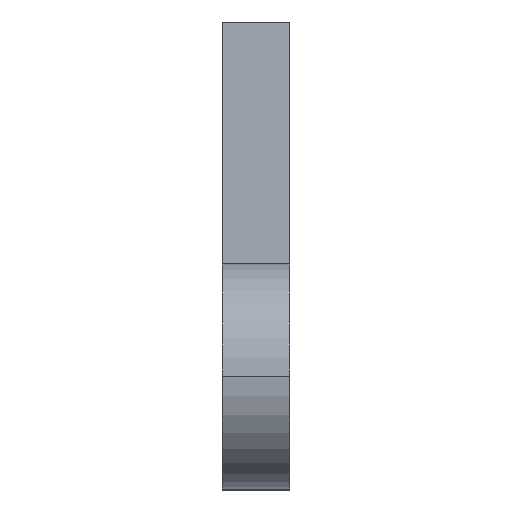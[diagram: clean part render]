
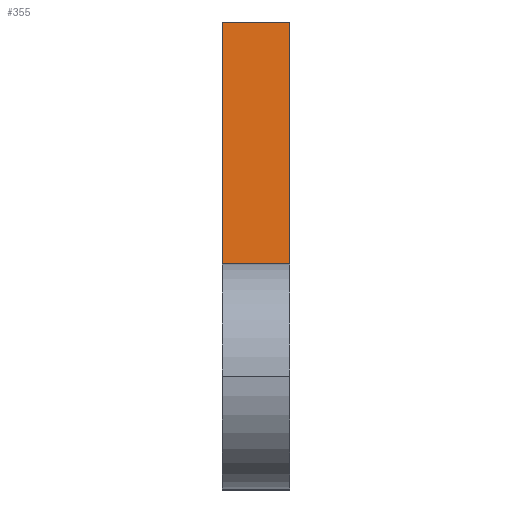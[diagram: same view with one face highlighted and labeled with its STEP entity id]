
A CAD part, top view. The second image highlights one B-rep face of the part: STEP entity #355.
In plain terms, the highlighted planar face has unit normal (0, 0.927, 0.376).
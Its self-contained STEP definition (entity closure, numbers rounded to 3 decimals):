
#20 = VERTEX_POINT ( 'NONE', #726 ) ;
#27 = CARTESIAN_POINT ( 'NONE',  ( 0., -0.129, -0.052 ) ) ;
#62 = CARTESIAN_POINT ( 'NONE',  ( 0., -0.129, -0.052 ) ) ;
#171 = EDGE_CURVE ( 'NONE', #463, #668, #432, .T. ) ;
#189 = CARTESIAN_POINT ( 'NONE',  ( 0., 20.791, -51.684 ) ) ;
#205 = LINE ( 'NONE', #436, #468 ) ;
#251 = FACE_OUTER_BOUND ( 'NONE', #376, .T. ) ;
#255 = ORIENTED_EDGE ( 'NONE', *, *, #901, .F. ) ;
#315 = VECTOR ( 'NONE', #777, 1000. ) ;
#326 = DIRECTION ( 'NONE',  ( 0., 0.927, 0.376 ) ) ;
#338 = CARTESIAN_POINT ( 'NONE',  ( 3., -0.129, -0.052 ) ) ;
#355 = ADVANCED_FACE ( 'NONE', ( #251 ), #558, .T. ) ;
#376 = EDGE_LOOP ( 'NONE', ( #918, #524, #560, #255 ) ) ;
#416 = LINE ( 'NONE', #338, #646 ) ;
#432 = LINE ( 'NONE', #62, #976 ) ;
#436 = CARTESIAN_POINT ( 'NONE',  ( 0., 10., -25.051 ) ) ;
#441 = EDGE_CURVE ( 'NONE', #463, #20, #474, .T. ) ;
#463 = VERTEX_POINT ( 'NONE', #189 ) ;
#468 = VECTOR ( 'NONE', #875, 1000. ) ;
#474 = LINE ( 'NONE', #856, #315 ) ;
#524 = ORIENTED_EDGE ( 'NONE', *, *, #171, .T. ) ;
#558 = PLANE ( 'NONE',  #684 ) ;
#560 = ORIENTED_EDGE ( 'NONE', *, *, #887, .T. ) ;
#597 = DIRECTION ( 'NONE',  ( 0., -0.376, 0.927 ) ) ;
#646 = VECTOR ( 'NONE', #656, 1000. ) ;
#656 = DIRECTION ( 'NONE',  ( 0., -0.376, 0.927 ) ) ;
#668 = VERTEX_POINT ( 'NONE', #690 ) ;
#684 = AXIS2_PLACEMENT_3D ( 'NONE', #27, #326, #702 ) ;
#690 = CARTESIAN_POINT ( 'NONE',  ( 0., 10., -25.051 ) ) ;
#702 = DIRECTION ( 'NONE',  ( 0., -0.376, 0.927 ) ) ;
#726 = CARTESIAN_POINT ( 'NONE',  ( 3., 20.791, -51.684 ) ) ;
#756 = VERTEX_POINT ( 'NONE', #779 ) ;
#777 = DIRECTION ( 'NONE',  ( 1., 0., 0. ) ) ;
#779 = CARTESIAN_POINT ( 'NONE',  ( 3., 10., -25.051 ) ) ;
#856 = CARTESIAN_POINT ( 'NONE',  ( 0., 20.791, -51.684 ) ) ;
#875 = DIRECTION ( 'NONE',  ( 1., 0., 0. ) ) ;
#887 = EDGE_CURVE ( 'NONE', #668, #756, #205, .T. ) ;
#901 = EDGE_CURVE ( 'NONE', #20, #756, #416, .T. ) ;
#918 = ORIENTED_EDGE ( 'NONE', *, *, #441, .F. ) ;
#976 = VECTOR ( 'NONE', #597, 1000. ) ;
